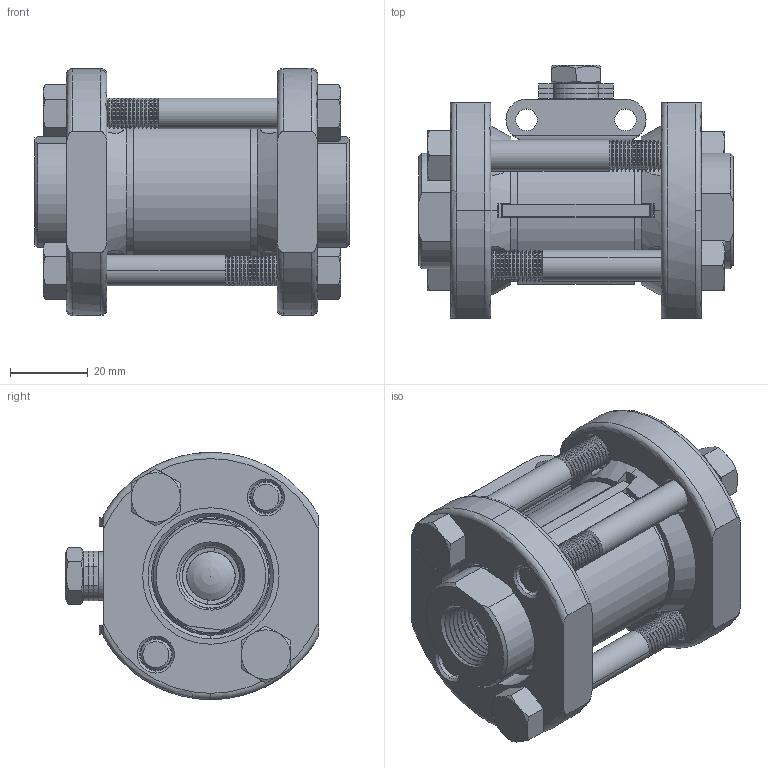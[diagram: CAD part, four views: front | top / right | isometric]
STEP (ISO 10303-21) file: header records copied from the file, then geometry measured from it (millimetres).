
FILE_DESCRIPTION (( 'STEP AP203' ), '1' );
FILE_NAME ('27XXSEFZ.step', '2018-04-05T15:12:13', ( '' ), ( '' ), 'SwSTEP 2.0', 'SolidWorks 2017', '' );
FILE_SCHEMA (( 'CONFIG_CONTROL_DESIGN' ));
Length unit declared in the file: inch
Products named in the file (1): 27XXSEFZ
Bounding box: 80.77 x 65.06 x 63.5 mm (x, y, z)
Volume: 115693.3 mm3; surface area: 58276.3 mm2
Topology: 25 solids, 25 shells, 1244 faces, 3520 edges, 2385 vertices
Faces by surface type: cone 479, cylinder 459, plane 190, bspline 82, torus 32, sphere 2
Entity records: 90841 total; most frequent: CARTESIAN_POINT 59037, ORIENTED_EDGE 7028, DIRECTION 6406, EDGE_CURVE 3514, AXIS2_PLACEMENT_3D 2611, VERTEX_POINT 2381, CIRCLE 1448, EDGE_LOOP 1371
